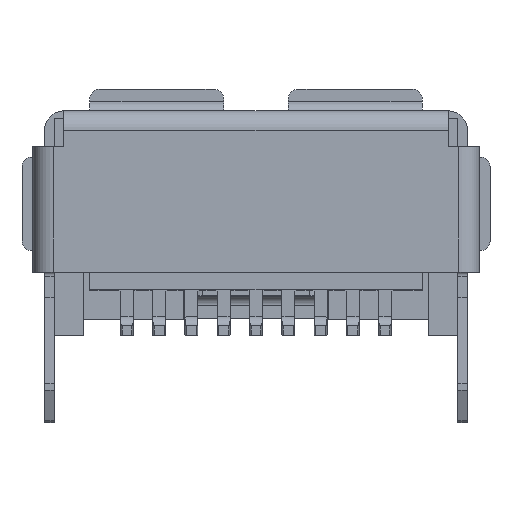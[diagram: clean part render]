
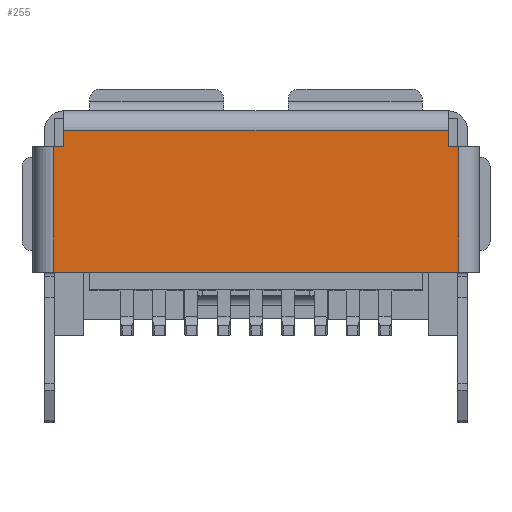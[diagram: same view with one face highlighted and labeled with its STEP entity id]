
A CAD part, top view. The second image highlights one B-rep face of the part: STEP entity #255.
In plain terms, the highlighted planar face has unit normal (0, 0, 1).
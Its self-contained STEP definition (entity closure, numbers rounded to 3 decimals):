
#255=ADVANCED_FACE('NONE',(#1239),#1240,.F.);
#1239=FACE_OUTER_BOUND('',#2884,.T.);
#1240=PLANE('',#2885);
#2884=EDGE_LOOP('',(#5880,#5881,#5882,#5883,#5884,#5885,#5886,#5887));
#2885=AXIS2_PLACEMENT_3D('',#5888,#5889,#5890);
#5880=ORIENTED_EDGE('',*,*,#12169,.F.);
#5881=ORIENTED_EDGE('',*,*,#12170,.F.);
#5882=ORIENTED_EDGE('',*,*,#12171,.T.);
#5883=ORIENTED_EDGE('',*,*,#11821,.T.);
#5884=ORIENTED_EDGE('',*,*,#12172,.T.);
#5885=ORIENTED_EDGE('',*,*,#12112,.T.);
#5886=ORIENTED_EDGE('',*,*,#12173,.T.);
#5887=ORIENTED_EDGE('',*,*,#12174,.T.);
#5888=CARTESIAN_POINT('',(0.0,0.0,13.75));
#5889=DIRECTION('',(0.0,0.0,-1.0));
#5890=DIRECTION('',(0.0,-1.0,0.0));
#11821=EDGE_CURVE('NONE',#14617,#14615,#14618,.T.);
#12112=EDGE_CURVE('NONE',#15128,#15126,#15129,.T.);
#12169=EDGE_CURVE('NONE',#15235,#15236,#15237,.T.);
#12170=EDGE_CURVE('NONE',#15238,#15235,#15239,.T.);
#12171=EDGE_CURVE('NONE',#15238,#14617,#15240,.T.);
#12172=EDGE_CURVE('NONE',#14615,#15128,#15241,.T.);
#12173=EDGE_CURVE('NONE',#15126,#15242,#15243,.T.);
#12174=EDGE_CURVE('NONE',#15242,#15236,#15244,.T.);
#14615=VERTEX_POINT('NONE',#19271);
#14617=VERTEX_POINT('NONE',#19273);
#14618=LINE('',#19274,#19275);
#15126=VERTEX_POINT('NONE',#19966);
#15128=VERTEX_POINT('NONE',#19969);
#15129=LINE('',#19970,#19971);
#15235=VERTEX_POINT('NONE',#20112);
#15236=VERTEX_POINT('NONE',#20113);
#15237=LINE('',#20114,#20115);
#15238=VERTEX_POINT('NONE',#20116);
#15239=LINE('',#20117,#20118);
#15240=LINE('',#20119,#20120);
#15241=LINE('',#20121,#20122);
#15242=VERTEX_POINT('NONE',#20123);
#15243=LINE('',#20124,#20125);
#15244=LINE('',#20126,#20127);
#19271=CARTESIAN_POINT('',(5.95,2.26,13.75));
#19273=CARTESIAN_POINT('',(5.95,1.75,13.75));
#19274=CARTESIAN_POINT('',(5.95,1.76,13.75));
#19275=VECTOR('',#24579,1000.0);
#19966=CARTESIAN_POINT('',(-5.95,1.75,13.75));
#19969=CARTESIAN_POINT('',(-5.95,2.26,13.75));
#19970=CARTESIAN_POINT('',(-5.95,1.76,13.75));
#19971=VECTOR('',#25082,1000.0);
#20112=CARTESIAN_POINT('',(6.28,-2.14,13.75));
#20113=CARTESIAN_POINT('',(-6.28,-2.14,13.75));
#20114=CARTESIAN_POINT('',(5.95,-2.14,13.75));
#20115=VECTOR('',#25181,1000.0);
#20116=CARTESIAN_POINT('',(6.28,1.75,13.75));
#20117=CARTESIAN_POINT('',(6.28,1.75,13.75));
#20118=VECTOR('',#25182,1000.0);
#20119=CARTESIAN_POINT('',(6.28,1.75,13.75));
#20120=VECTOR('',#25183,1000.0);
#20121=CARTESIAN_POINT('',(0.0,2.26,13.75));
#20122=VECTOR('',#25184,1000.0);
#20123=CARTESIAN_POINT('',(-6.28,1.75,13.75));
#20124=CARTESIAN_POINT('',(-6.28,1.75,13.75));
#20125=VECTOR('',#25185,1000.0);
#20126=CARTESIAN_POINT('',(-6.28,1.75,13.75));
#20127=VECTOR('',#25186,1000.0);
#24579=DIRECTION('',(0.0,1.0,0.0));
#25082=DIRECTION('',(-0.0,-1.0,-0.0));
#25181=DIRECTION('',(-1.0,0.0,0.0));
#25182=DIRECTION('',(0.0,-1.0,0.0));
#25183=DIRECTION('',(-1.0,0.0,0.));
#25184=DIRECTION('',(-1.0,0.0,0.0));
#25185=DIRECTION('',(-1.0,-0.0,0.));
#25186=DIRECTION('',(0.0,-1.0,0.0));
